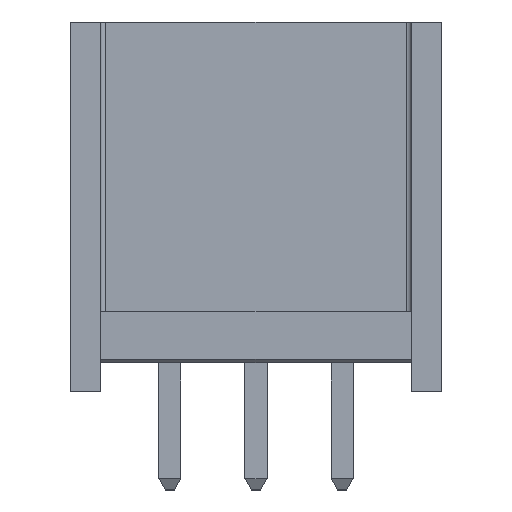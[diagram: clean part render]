
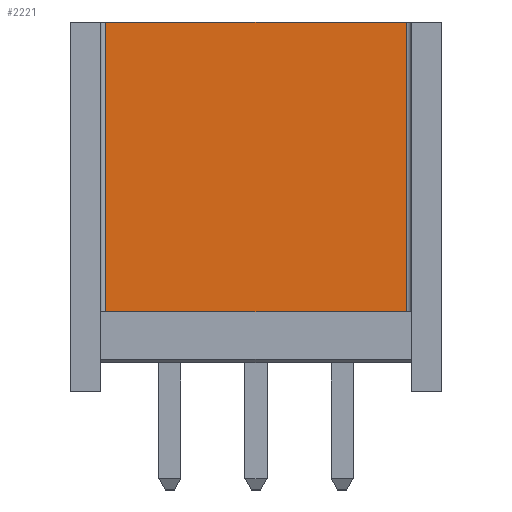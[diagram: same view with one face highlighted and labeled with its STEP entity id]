
A CAD part, top view. The second image highlights one B-rep face of the part: STEP entity #2221.
In plain terms, the highlighted planar face has unit normal (0, 0, 1).
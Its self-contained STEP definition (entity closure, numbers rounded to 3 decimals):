
#62=DIRECTION('',(-1.,0.,0.));
#63=VECTOR('',#62,8.87);
#64=CARTESIAN_POINT('',(4.435,5.45,2.825));
#65=LINE('',#64,#63);
#539=DIRECTION('',(0.,-1.,0.));
#540=VECTOR('',#539,8.55);
#541=CARTESIAN_POINT('',(-4.435,5.45,2.825));
#542=LINE('',#541,#540);
#557=DIRECTION('',(-1.,0.,0.));
#558=VECTOR('',#557,8.87);
#559=CARTESIAN_POINT('',(4.435,-3.1,2.825));
#560=LINE('',#559,#558);
#561=DIRECTION('',(0.,-1.,0.));
#562=VECTOR('',#561,8.55);
#563=CARTESIAN_POINT('',(4.435,5.45,2.825));
#564=LINE('',#563,#562);
#1093=CARTESIAN_POINT('',(4.435,5.45,2.825));
#1094=CARTESIAN_POINT('',(-4.435,5.45,2.825));
#1095=VERTEX_POINT('',#1093);
#1096=VERTEX_POINT('',#1094);
#1135=CARTESIAN_POINT('',(4.435,-3.1,2.825));
#1136=CARTESIAN_POINT('',(-4.435,-3.1,2.825));
#1137=VERTEX_POINT('',#1135);
#1138=VERTEX_POINT('',#1136);
#2209=CARTESIAN_POINT('',(4.435,5.45,2.825));
#2210=DIRECTION('',(0.,0.,-1.));
#2211=DIRECTION('',(-1.,0.,0.));
#2212=AXIS2_PLACEMENT_3D('',#2209,#2210,#2211);
#2213=PLANE('',#2212);
#2214=ORIENTED_EDGE('',*,*,#2196,.T.);
#2215=ORIENTED_EDGE('',*,*,#2186,.F.);
#2216=ORIENTED_EDGE('',*,*,#1499,.F.);
#2218=ORIENTED_EDGE('',*,*,#2217,.T.);
#2219=EDGE_LOOP('',(#2214,#2215,#2216,#2218));
#2220=FACE_OUTER_BOUND('',#2219,.F.);
#2221=ADVANCED_FACE('',(#2220),#2213,.F.);
#1499=EDGE_CURVE('',#1095,#1096,#65,.T.);
#2186=EDGE_CURVE('',#1096,#1138,#542,.T.);
#2196=EDGE_CURVE('',#1137,#1138,#560,.T.);
#2217=EDGE_CURVE('',#1095,#1137,#564,.T.);
